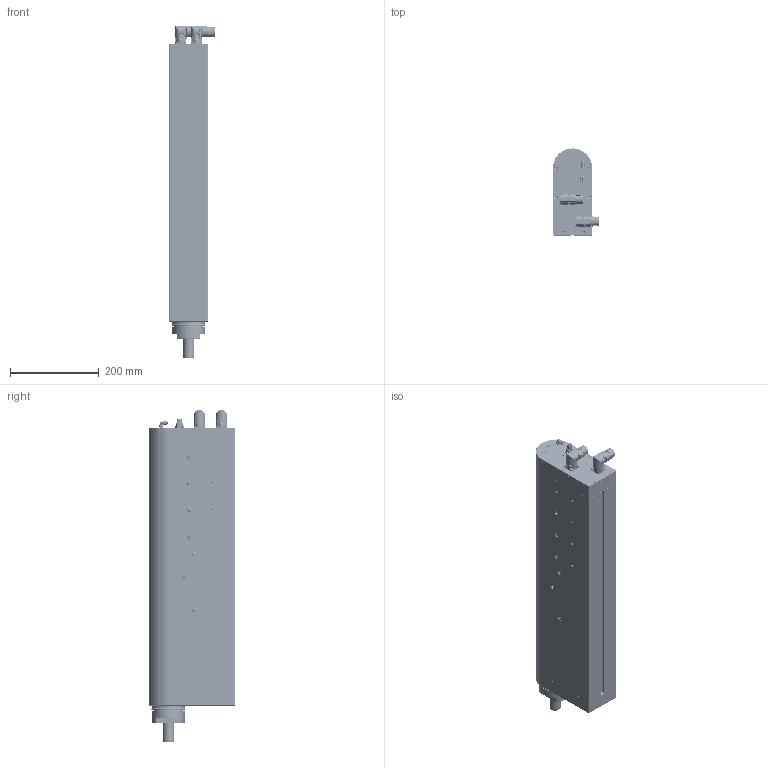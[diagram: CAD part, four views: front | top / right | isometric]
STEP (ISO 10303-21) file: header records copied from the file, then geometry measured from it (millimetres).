
FILE_DESCRIPTION (( 'STEP AP214' ), '1' );
FILE_NAME ('0186-0932_220906_PR02-88x76-C_48x240F-HP-C-150-L01_MS0x_TS02.STEP', '2022-09-06T05:50:47', ( '' ), ( '' ), 'SwSTEP 2.0', 'SolidWorks 2022', '' );
FILE_SCHEMA (( 'AUTOMOTIVE_DESIGN' ));
Length unit declared in the file: millimetre
Products named in the file (3): RS02h-DA-25x612-L01; 0186-0932_220906_PR02-88x76-C_48x240F-HP-C-150-L01_MS0x_TS02; stator_PR02-88x76-C_48x240F-C-150-L01_MSxx_TS02
Assembly tree (2 placements, depth 2):
  0186-0932_220906_PR02-88x76-C_48x240F-HP-C-150-L01_MS0x_TS02
    stator_PR02-88x76-C_48x240F-C-150-L01_MSxx_TS02
    RS02h-DA-25x612-L01
Bounding box: 103.46 x 195 x 746.62 mm (x, y, z)
Volume: 10309827.3 mm3; surface area: 587514.3 mm2
Topology: 43 solids, 46 shells, 4135 faces, 10458 edges, 6497 vertices
Faces by surface type: plane 1440, cylinder 1279, cone 893, bspline 459, torus 53, sphere 11
Full cylindrical faces by diameter (mm): 0.8 x8, 1 x28, 1.2 x10, 1.5 x10, 1.7 x4, 1.8 x10, 2 x16, 2.05 x8, 2.5 x1, 2.6 x8, 2.7 x8, 2.8 x10, 2.9 x8, 4 x74, 4.2 x4, 4.3 x6, 4.5 x15, 5 x18, 5.5 x7, 5.7 x7, 6 x7, 6.4 x4, 6.8 x5, 7.388 x2, 7.6 x4, 7.7 x1, 8 x4, 8.3 x1, 8.4 x8, 9.5 x7
Entity records: 163412 total; most frequent: CARTESIAN_POINT 66980, ORIENTED_EDGE 18907, DIRECTION 15740, EDGE_CURVE 9456, VERTEX_POINT 6130, AXIS2_PLACEMENT_3D 5846, EDGE_LOOP 4915, FACE_OUTER_BOUND 4440
